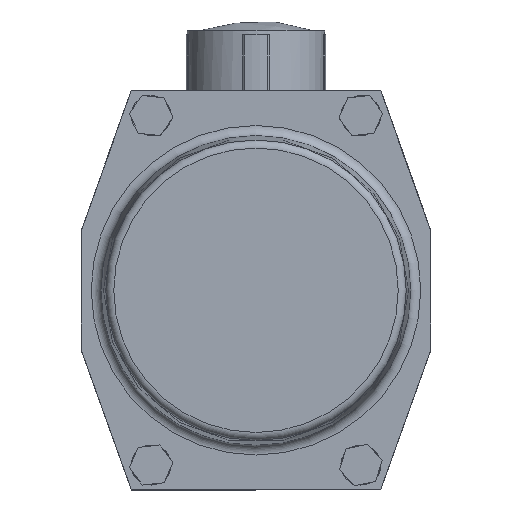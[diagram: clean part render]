
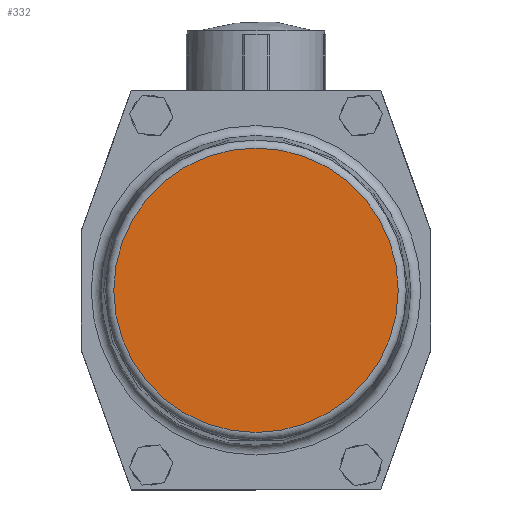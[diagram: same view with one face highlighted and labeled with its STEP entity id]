
A CAD part, left-side view. The second image highlights one B-rep face of the part: STEP entity #332.
In plain terms, the highlighted planar face has unit normal (-1, 0, 0).
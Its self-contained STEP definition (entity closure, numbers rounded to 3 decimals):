
#332 = ADVANCED_FACE( '', ( #924 ), #925, .T. );
#924 = FACE_OUTER_BOUND( '', #1867, .T. );
#925 = PLANE( '', #1868 );
#1867 = EDGE_LOOP( '', ( #2859 ) );
#1868 = AXIS2_PLACEMENT_3D( '', #2860, #2861, #2862 );
#2859 = ORIENTED_EDGE( '', *, *, #5094, .F. );
#2860 = CARTESIAN_POINT( '', ( -234., 0., 100. ) );
#2861 = DIRECTION( '', ( -1., 0., 0. ) );
#2862 = DIRECTION( '', ( 0., -1., 0. ) );
#5094 = EDGE_CURVE( '', #6001, #6001, #6002, .T. );
#6001 = VERTEX_POINT( '', #7252 );
#6002 = CIRCLE( '', #7253, 71.207 );
#7252 = CARTESIAN_POINT( '', ( -234., 71.207, 100. ) );
#7253 = AXIS2_PLACEMENT_3D( '', #8799, #8800, #8801 );
#8799 = CARTESIAN_POINT( '', ( -234., 0., 100. ) );
#8800 = DIRECTION( '', ( 1., 0., 0. ) );
#8801 = DIRECTION( '', ( 0., 1., 0. ) );
